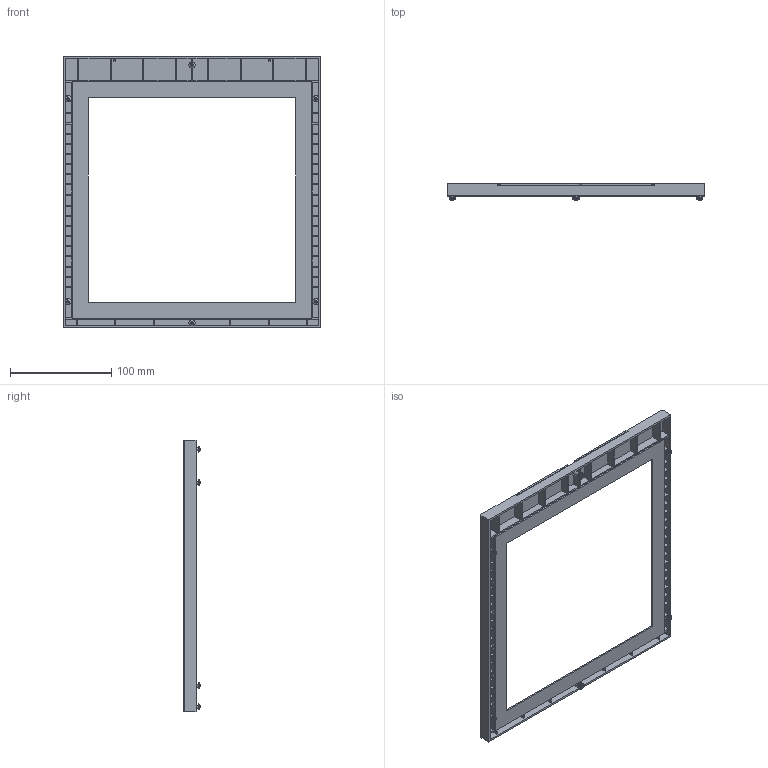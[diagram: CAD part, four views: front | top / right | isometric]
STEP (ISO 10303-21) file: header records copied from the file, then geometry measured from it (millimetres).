
FILE_DESCRIPTION((''),'2;1');
FILE_NAME('1SDH002065A1582_IGES','2020-09-22T15:23:16',('ITMADEL7'),(''),'CREO PARAMETRIC BY PTC INC, 2019030','CREO PARAMETRIC BY PTC INC, 2019030','');
FILE_SCHEMA(('AUTOMOTIVE_DESIGN { 1 0 10303 214 1 1 1 1 }'));
Length unit declared in the file: millimetre
Products named in the file (1): 1SDH002065A1582_IGES
Bounding box: 254 x 16.11 x 268 mm (x, y, z)
Volume: 133793.5 mm3; surface area: 112741.2 mm2
Topology: 1 solids, 9 shells, 638 faces, 1741 edges, 1142 vertices
Faces by surface type: plane 480, cylinder 134, bspline 16, torus 8
Entity records: 26879 total; most frequent: CARTESIAN_POINT 5608, ORIENTED_EDGE 3474, DIRECTION 3147, EDGE_CURVE 1737, VECTOR 1355, LINE 1355, VERTEX_POINT 1142, AXIS2_PLACEMENT_3D 896
